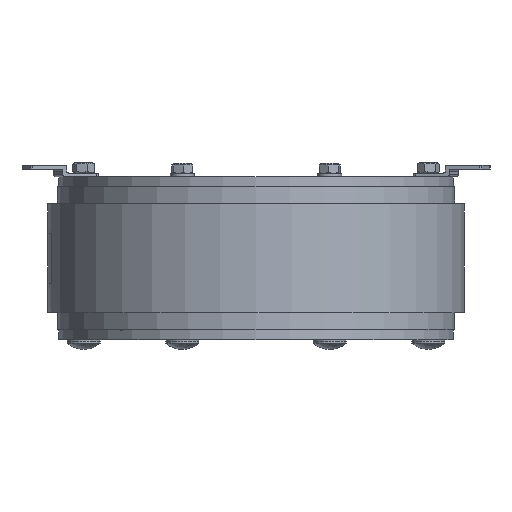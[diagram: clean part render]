
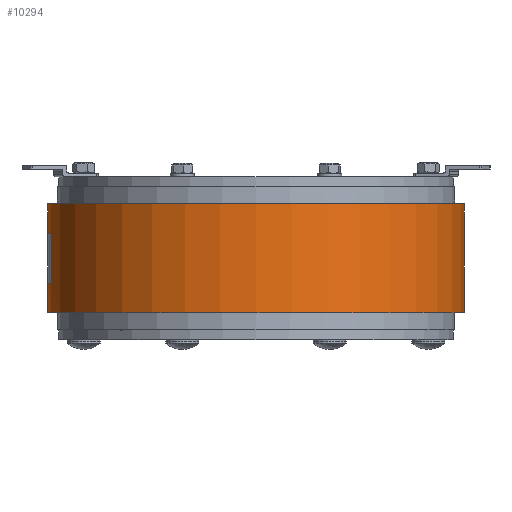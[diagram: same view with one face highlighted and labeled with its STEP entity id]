
A CAD part, front view. The second image highlights one B-rep face of the part: STEP entity #10294.
In plain terms, the highlighted cylindrical face has radius 105 mm (diameter 210 mm), a partial arc.
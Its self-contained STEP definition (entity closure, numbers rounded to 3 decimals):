
#1039=CYLINDRICAL_SURFACE('',#13810,105.);
#1753=FACE_OUTER_BOUND('',#2572,.T.);
#2572=EDGE_LOOP('',(#9111,#9112,#9113,#9114,#9115,#9116,#9117,#9118,#9119,
#9120,#9121,#9122,#9123,#9124));
#3736=VERTEX_POINT('',#22935);
#3737=VERTEX_POINT('',#22936);
#3740=VERTEX_POINT('',#22944);
#3741=VERTEX_POINT('',#22945);
#3744=VERTEX_POINT('',#22953);
#3745=VERTEX_POINT('',#22954);
#3748=VERTEX_POINT('',#22962);
#3750=VERTEX_POINT('',#22968);
#3760=VERTEX_POINT('',#23012);
#3761=VERTEX_POINT('',#23013);
#3764=VERTEX_POINT('',#23021);
#3766=VERTEX_POINT('',#23027);
#3769=VERTEX_POINT('',#23035);
#3770=VERTEX_POINT('',#23039);
#5503=EDGE_CURVE('',#3736,#3737,#13046,.T.);
#5507=EDGE_CURVE('',#3740,#3741,#13048,.T.);
#5511=EDGE_CURVE('',#3744,#3745,#13050,.T.);
#5515=EDGE_CURVE('',#3745,#3748,#11533,.T.);
#5518=EDGE_CURVE('',#3748,#3750,#13052,.T.);
#5524=EDGE_CURVE('',#3736,#3750,#11540,.T.);
#5534=EDGE_CURVE('',#3744,#3741,#11550,.T.);
#5541=EDGE_CURVE('',#3760,#3761,#13054,.T.);
#5545=EDGE_CURVE('',#3764,#3760,#11559,.T.);
#5548=EDGE_CURVE('',#3766,#3764,#13056,.T.);
#5553=EDGE_CURVE('',#3769,#3737,#13059,.T.);
#5554=EDGE_CURVE('',#3740,#3770,#13060,.T.);
#5558=EDGE_CURVE('',#3770,#3766,#11566,.T.);
#5559=EDGE_CURVE('',#3761,#3769,#11567,.T.);
#9111=ORIENTED_EDGE('',*,*,#5553,.F.);
#9112=ORIENTED_EDGE('',*,*,#5559,.F.);
#9113=ORIENTED_EDGE('',*,*,#5541,.F.);
#9114=ORIENTED_EDGE('',*,*,#5545,.F.);
#9115=ORIENTED_EDGE('',*,*,#5548,.F.);
#9116=ORIENTED_EDGE('',*,*,#5558,.F.);
#9117=ORIENTED_EDGE('',*,*,#5554,.F.);
#9118=ORIENTED_EDGE('',*,*,#5507,.T.);
#9119=ORIENTED_EDGE('',*,*,#5534,.F.);
#9120=ORIENTED_EDGE('',*,*,#5511,.T.);
#9121=ORIENTED_EDGE('',*,*,#5515,.T.);
#9122=ORIENTED_EDGE('',*,*,#5518,.T.);
#9123=ORIENTED_EDGE('',*,*,#5524,.F.);
#9124=ORIENTED_EDGE('',*,*,#5503,.T.);
#10294=ADVANCED_FACE('',(#1753),#1039,.T.);
#11533=LINE('',#22963,#12776);
#11540=LINE('',#22980,#12783);
#11550=LINE('',#22999,#12793);
#11559=LINE('',#23022,#12802);
#11566=LINE('',#23046,#12809);
#11567=LINE('',#23048,#12810);
#12776=VECTOR('',#16501,25.);
#12783=VECTOR('',#16518,15.);
#12793=VECTOR('',#16538,15.);
#12802=VECTOR('',#16561,25.);
#12809=VECTOR('',#16588,15.);
#12810=VECTOR('',#16591,15.);
#13046=CIRCLE('',#13773,105.);
#13048=CIRCLE('',#13776,105.);
#13050=CIRCLE('',#13779,105.);
#13052=CIRCLE('',#13783,105.);
#13054=CIRCLE('',#13796,105.);
#13056=CIRCLE('',#13800,105.);
#13059=CIRCLE('',#13804,105.);
#13060=CIRCLE('',#13806,105.);
#13773=AXIS2_PLACEMENT_3D('',#22937,#16477,#16478);
#13776=AXIS2_PLACEMENT_3D('',#22946,#16485,#16486);
#13779=AXIS2_PLACEMENT_3D('',#22955,#16493,#16494);
#13783=AXIS2_PLACEMENT_3D('',#22969,#16506,#16507);
#13796=AXIS2_PLACEMENT_3D('',#23014,#16553,#16554);
#13800=AXIS2_PLACEMENT_3D('',#23028,#16566,#16567);
#13804=AXIS2_PLACEMENT_3D('',#23037,#16576,#16577);
#13806=AXIS2_PLACEMENT_3D('',#23040,#16580,#16581);
#13810=AXIS2_PLACEMENT_3D('',#23050,#16593,#16594);
#16477=DIRECTION('center_axis',(0.,1.,0.));
#16478=DIRECTION('ref_axis',(0.,0.,1.));
#16485=DIRECTION('center_axis',(0.,-1.,0.));
#16486=DIRECTION('ref_axis',(0.,0.,1.));
#16493=DIRECTION('center_axis',(0.,1.,0.));
#16494=DIRECTION('ref_axis',(0.,0.,1.));
#16501=DIRECTION('',(0.,-1.,0.));
#16506=DIRECTION('center_axis',(0.,-1.,0.));
#16507=DIRECTION('ref_axis',(0.,0.,1.));
#16518=DIRECTION('',(0.,1.,0.));
#16538=DIRECTION('',(0.,1.,0.));
#16553=DIRECTION('center_axis',(0.,-1.,0.));
#16554=DIRECTION('ref_axis',(-0.199,0.,-0.98));
#16561=DIRECTION('',(0.,-1.,0.));
#16566=DIRECTION('center_axis',(0.,1.,0.));
#16567=DIRECTION('ref_axis',(0.,0.,-1.));
#16576=DIRECTION('center_axis',(0.,-1.,0.));
#16577=DIRECTION('ref_axis',(0.,0.,-1.));
#16580=DIRECTION('center_axis',(0.,1.,0.));
#16581=DIRECTION('ref_axis',(0.,0.,-1.));
#16588=DIRECTION('',(0.,-1.,0.));
#16591=DIRECTION('',(0.,-1.,0.));
#16593=DIRECTION('center_axis',(0.,1.,0.));
#16594=DIRECTION('ref_axis',(0.,0.,-1.));
#22935=CARTESIAN_POINT('',(-160.999,-27.5,5.));
#22936=CARTESIAN_POINT('',(-160.999,-27.5,-205.));
#22937=CARTESIAN_POINT('Origin',(-160.999,-27.5,-100.));
#22944=CARTESIAN_POINT('',(-160.999,27.5,-205.));
#22945=CARTESIAN_POINT('',(-160.999,27.5,5.));
#22946=CARTESIAN_POINT('Origin',(-160.999,27.5,-100.));
#22953=CARTESIAN_POINT('',(-160.999,12.5,5.));
#22954=CARTESIAN_POINT('',(-140.648,12.5,3.009));
#22955=CARTESIAN_POINT('Origin',(-160.999,12.5,-100.));
#22962=CARTESIAN_POINT('',(-140.648,-12.5,3.009));
#22963=CARTESIAN_POINT('',(-140.648,0.,3.009));
#22968=CARTESIAN_POINT('',(-160.999,-12.5,5.));
#22969=CARTESIAN_POINT('Origin',(-160.999,-12.5,-100.));
#22980=CARTESIAN_POINT('',(-160.999,-13.75,5.));
#22999=CARTESIAN_POINT('',(-160.999,6.25,5.));
#23012=CARTESIAN_POINT('',(-181.867,-12.5,-202.905));
#23013=CARTESIAN_POINT('',(-161.007,-12.5,-205.));
#23014=CARTESIAN_POINT('Origin',(-160.999,-12.5,-100.));
#23021=CARTESIAN_POINT('',(-181.867,12.5,-202.905));
#23022=CARTESIAN_POINT('',(-181.867,-12.5,-202.905));
#23027=CARTESIAN_POINT('',(-161.007,12.5,-205.));
#23028=CARTESIAN_POINT('Origin',(-160.999,12.5,-100.));
#23035=CARTESIAN_POINT('',(-161.007,-27.5,-205.));
#23037=CARTESIAN_POINT('Origin',(-160.999,-27.5,-100.));
#23039=CARTESIAN_POINT('',(-161.007,27.5,-205.));
#23040=CARTESIAN_POINT('Origin',(-160.999,27.5,-100.));
#23046=CARTESIAN_POINT('',(-161.007,-27.5,-205.));
#23048=CARTESIAN_POINT('',(-161.007,-27.5,-205.));
#23050=CARTESIAN_POINT('Origin',(-160.999,0.,
-100.));
